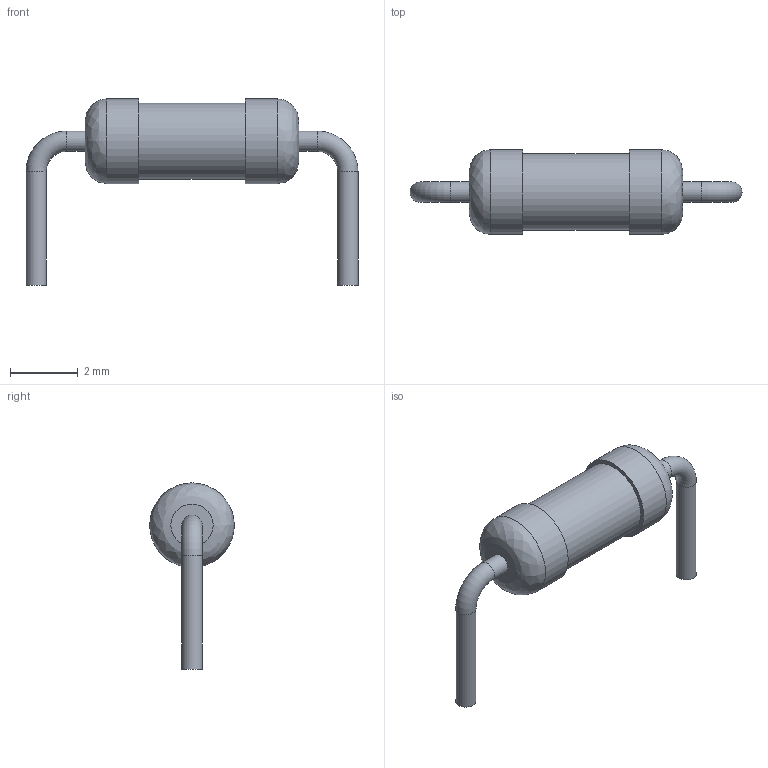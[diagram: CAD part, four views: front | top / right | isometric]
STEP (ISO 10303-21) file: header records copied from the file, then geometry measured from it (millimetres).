
FILE_DESCRIPTION(/* description */ (''),/* implementation_level */ '2;1');
FILE_NAME(/* name */ 'R_Axial_DIN0207_L6.3mm_D2.5mm_P9.2075mm_Horizontal.step',/* time_stamp */ '2023-10-25T21:53:56+02:00',/* author */ (''),/* organization */ (''),/* preprocessor_version */ 'ST-DEVELOPER v20',/* originating_system */ 'Autodesk Translation Framework v12.14.0.127',/* authorisation */ '');
FILE_SCHEMA (('AUTOMOTIVE_DESIGN { 1 0 10303 214 3 1 1 }'));
Length unit declared in the file: millimetre
Products named in the file (1): R_Axial_DIN0207_L6.3mm_D2.5mm_P9.2075mm_Horizontal
Bounding box: 9.81 x 2.5 x 5.5 mm (x, y, z)
Volume: 29.8 mm3; surface area: 74.2 mm2
Topology: 1 solids, 1 shells, 17 faces, 31 edges, 20 vertices
Faces by surface type: cylinder 7, plane 6, bspline 2, torus 2
Full cylindrical faces by diameter (mm): 0.6 x4, 2.25 x1, 2.5 x2
Entity records: 541 total; most frequent: CARTESIAN_POINT 121, DIRECTION 87, ORIENTED_EDGE 62, AXIS2_PLACEMENT_3D 40, EDGE_CURVE 31, CIRCLE 24, EDGE_LOOP 21, VERTEX_POINT 20
